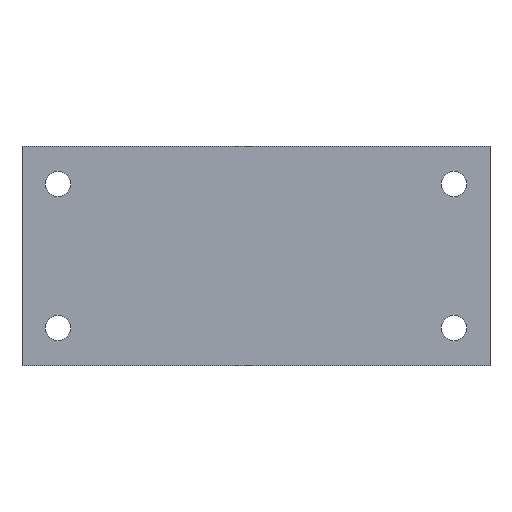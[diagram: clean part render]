
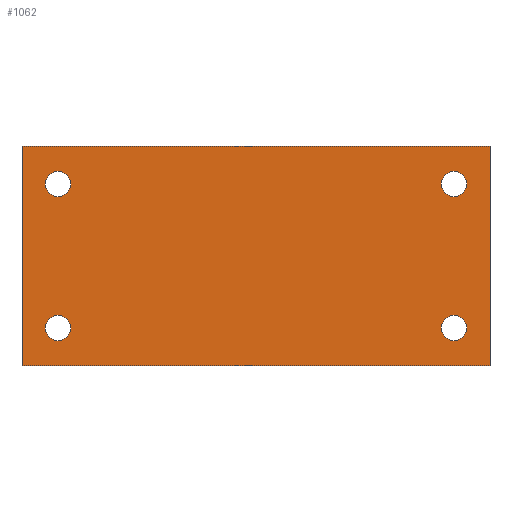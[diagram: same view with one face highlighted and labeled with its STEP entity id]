
A CAD part, front view. The second image highlights one B-rep face of the part: STEP entity #1062.
In plain terms, the highlighted planar face has unit normal (0, -1, 0).
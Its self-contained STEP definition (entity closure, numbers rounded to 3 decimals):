
#9 = FACE_BOUND ( 'NONE', #1110, .T. ) ;
#16 = ORIENTED_EDGE ( 'NONE', *, *, #1030, .T. ) ;
#55 = VECTOR ( 'NONE', #450, 1000. ) ;
#62 = CARTESIAN_POINT ( 'NONE',  ( -25.75, -21.75, 25.25 ) ) ;
#81 = DIRECTION ( 'NONE',  ( -1., 0., 0. ) ) ;
#84 = CARTESIAN_POINT ( 'NONE',  ( 29.25, -21.75, 25.25 ) ) ;
#87 = DIRECTION ( 'NONE',  ( 0., 1., 0. ) ) ;
#105 = DIRECTION ( 'NONE',  ( -1., 0., 0. ) ) ;
#106 = VERTEX_POINT ( 'NONE', #84 ) ;
#117 = EDGE_LOOP ( 'NONE', ( #1001, #944 ) ) ;
#121 = FACE_BOUND ( 'NONE', #117, .T. ) ;
#125 = CARTESIAN_POINT ( 'NONE',  ( 27.5, -21.75, 25.25 ) ) ;
#129 = DIRECTION ( 'NONE',  ( 0., 1., 0. ) ) ;
#135 = AXIS2_PLACEMENT_3D ( 'NONE', #125, #129, #521 ) ;
#156 = LINE ( 'NONE', #1187, #55 ) ;
#157 = CIRCLE ( 'NONE', #627, 1.75 ) ;
#163 = CARTESIAN_POINT ( 'NONE',  ( -21.75, -21.75, 2.5 ) ) ;
#169 = EDGE_CURVE ( 'NONE', #531, #683, #1105, .T. ) ;
#170 = DIRECTION ( 'NONE',  ( 0., 1., 0. ) ) ;
#176 = ORIENTED_EDGE ( 'NONE', *, *, #947, .F. ) ;
#178 = EDGE_CURVE ( 'NONE', #993, #1109, #1007, .T. ) ;
#181 = ORIENTED_EDGE ( 'NONE', *, *, #771, .T. ) ;
#200 = DIRECTION ( 'NONE',  ( -1., 0., 0. ) ) ;
#202 = EDGE_LOOP ( 'NONE', ( #734, #501 ) ) ;
#210 = CIRCLE ( 'NONE', #504, 1.75 ) ;
#217 = VERTEX_POINT ( 'NONE', #594 ) ;
#220 = ORIENTED_EDGE ( 'NONE', *, *, #693, .F. ) ;
#242 = ORIENTED_EDGE ( 'NONE', *, *, #782, .T. ) ;
#243 = ORIENTED_EDGE ( 'NONE', *, *, #1026, .T. ) ;
#257 = VERTEX_POINT ( 'NONE', #437 ) ;
#269 = DIRECTION ( 'NONE',  ( -1., 0., 0. ) ) ;
#270 = AXIS2_PLACEMENT_3D ( 'NONE', #1149, #770, #200 ) ;
#297 = CARTESIAN_POINT ( 'NONE',  ( -27.5, -21.75, 5.25 ) ) ;
#307 = EDGE_CURVE ( 'NONE', #257, #106, #978, .T. ) ;
#325 = FACE_OUTER_BOUND ( 'NONE', #601, .T. ) ;
#341 = VECTOR ( 'NONE', #902, 1000. ) ;
#343 = CARTESIAN_POINT ( 'NONE',  ( -29.25, -21.75, 25.25 ) ) ;
#344 = ORIENTED_EDGE ( 'NONE', *, *, #307, .T. ) ;
#346 = CARTESIAN_POINT ( 'NONE',  ( 32.5, -21.75, -65.048 ) ) ;
#437 = CARTESIAN_POINT ( 'NONE',  ( 25.75, -21.75, 25.25 ) ) ;
#450 = DIRECTION ( 'NONE',  ( 1., 0., 0. ) ) ;
#453 = VERTEX_POINT ( 'NONE', #343 ) ;
#477 = FACE_BOUND ( 'NONE', #202, .T. ) ;
#478 = DIRECTION ( 'NONE',  ( -1., 0., 0. ) ) ;
#483 = DIRECTION ( 'NONE',  ( 0., 1., 0. ) ) ;
#494 = LINE ( 'NONE', #1127, #1199 ) ;
#498 = AXIS2_PLACEMENT_3D ( 'NONE', #745, #170, #269 ) ;
#501 = ORIENTED_EDGE ( 'NONE', *, *, #735, .T. ) ;
#504 = AXIS2_PLACEMENT_3D ( 'NONE', #297, #483, #81 ) ;
#511 = EDGE_CURVE ( 'NONE', #683, #531, #784, .T. ) ;
#521 = DIRECTION ( 'NONE',  ( -1., 0., 0. ) ) ;
#523 = AXIS2_PLACEMENT_3D ( 'NONE', #163, #1024, #660 ) ;
#531 = VERTEX_POINT ( 'NONE', #629 ) ;
#564 = PLANE ( 'NONE',  #523 ) ;
#589 = DIRECTION ( 'NONE',  ( 0., 1., 0. ) ) ;
#591 = VERTEX_POINT ( 'NONE', #933 ) ;
#592 = AXIS2_PLACEMENT_3D ( 'NONE', #716, #1010, #624 ) ;
#594 = CARTESIAN_POINT ( 'NONE',  ( 32.5, -21.75, 30.5 ) ) ;
#600 = AXIS2_PLACEMENT_3D ( 'NONE', #1020, #758, #1202 ) ;
#601 = EDGE_LOOP ( 'NONE', ( #242, #813, #176, #220 ) ) ;
#606 = DIRECTION ( 'NONE',  ( 1., 0., 0. ) ) ;
#610 = LINE ( 'NONE', #766, #775 ) ;
#612 = AXIS2_PLACEMENT_3D ( 'NONE', #1055, #589, #105 ) ;
#624 = DIRECTION ( 'NONE',  ( -1., 0., 0. ) ) ;
#627 = AXIS2_PLACEMENT_3D ( 'NONE', #1040, #87, #478 ) ;
#629 = CARTESIAN_POINT ( 'NONE',  ( 29.25, -21.75, 5.25 ) ) ;
#653 = CARTESIAN_POINT ( 'NONE',  ( -25.75, -21.75, 5.25 ) ) ;
#654 = LINE ( 'NONE', #346, #341 ) ;
#660 = DIRECTION ( 'NONE',  ( 0., 0., 1. ) ) ;
#683 = VERTEX_POINT ( 'NONE', #1194 ) ;
#693 = EDGE_CURVE ( 'NONE', #1154, #591, #610, .T. ) ;
#715 = VERTEX_POINT ( 'NONE', #760 ) ;
#716 = CARTESIAN_POINT ( 'NONE',  ( 27.5, -21.75, 5.25 ) ) ;
#729 = CIRCLE ( 'NONE', #498, 1.75 ) ;
#734 = ORIENTED_EDGE ( 'NONE', *, *, #178, .T. ) ;
#735 = EDGE_CURVE ( 'NONE', #1109, #993, #210, .T. ) ;
#745 = CARTESIAN_POINT ( 'NONE',  ( -27.5, -21.75, 25.25 ) ) ;
#758 = DIRECTION ( 'NONE',  ( 0., 1., 0. ) ) ;
#760 = CARTESIAN_POINT ( 'NONE',  ( 32.5, -21.75, 0. ) ) ;
#766 = CARTESIAN_POINT ( 'NONE',  ( -32.5, -21.75, -65.048 ) ) ;
#770 = DIRECTION ( 'NONE',  ( 0., 1., 0. ) ) ;
#771 = EDGE_CURVE ( 'NONE', #1014, #453, #157, .T. ) ;
#775 = VECTOR ( 'NONE', #959, 1000. ) ;
#782 = EDGE_CURVE ( 'NONE', #1154, #715, #494, .T. ) ;
#784 = CIRCLE ( 'NONE', #592, 1.75 ) ;
#813 = ORIENTED_EDGE ( 'NONE', *, *, #929, .T. ) ;
#902 = DIRECTION ( 'NONE',  ( 0., 0., 1. ) ) ;
#917 = CARTESIAN_POINT ( 'NONE',  ( -29.25, -21.75, 5.25 ) ) ;
#929 = EDGE_CURVE ( 'NONE', #715, #217, #654, .T. ) ;
#933 = CARTESIAN_POINT ( 'NONE',  ( -32.5, -21.75, 30.5 ) ) ;
#942 = CIRCLE ( 'NONE', #600, 1.75 ) ;
#944 = ORIENTED_EDGE ( 'NONE', *, *, #169, .T. ) ;
#947 = EDGE_CURVE ( 'NONE', #591, #217, #156, .T. ) ;
#956 = EDGE_LOOP ( 'NONE', ( #16, #181 ) ) ;
#959 = DIRECTION ( 'NONE',  ( 0., 0., 1. ) ) ;
#978 = CIRCLE ( 'NONE', #135, 1.75 ) ;
#993 = VERTEX_POINT ( 'NONE', #917 ) ;
#1001 = ORIENTED_EDGE ( 'NONE', *, *, #511, .T. ) ;
#1007 = CIRCLE ( 'NONE', #612, 1.75 ) ;
#1010 = DIRECTION ( 'NONE',  ( 0., 1., 0. ) ) ;
#1014 = VERTEX_POINT ( 'NONE', #62 ) ;
#1020 = CARTESIAN_POINT ( 'NONE',  ( 27.5, -21.75, 25.25 ) ) ;
#1024 = DIRECTION ( 'NONE',  ( 0., 1., 0. ) ) ;
#1026 = EDGE_CURVE ( 'NONE', #106, #257, #942, .T. ) ;
#1030 = EDGE_CURVE ( 'NONE', #453, #1014, #729, .T. ) ;
#1040 = CARTESIAN_POINT ( 'NONE',  ( -27.5, -21.75, 25.25 ) ) ;
#1055 = CARTESIAN_POINT ( 'NONE',  ( -27.5, -21.75, 5.25 ) ) ;
#1062 = ADVANCED_FACE ( 'NONE', ( #121, #477, #1098, #9, #325 ), #564, .F. ) ;
#1098 = FACE_BOUND ( 'NONE', #956, .T. ) ;
#1105 = CIRCLE ( 'NONE', #270, 1.75 ) ;
#1109 = VERTEX_POINT ( 'NONE', #653 ) ;
#1110 = EDGE_LOOP ( 'NONE', ( #344, #243 ) ) ;
#1127 = CARTESIAN_POINT ( 'NONE',  ( -21.75, -21.75, 0. ) ) ;
#1149 = CARTESIAN_POINT ( 'NONE',  ( 27.5, -21.75, 5.25 ) ) ;
#1154 = VERTEX_POINT ( 'NONE', #1215 ) ;
#1187 = CARTESIAN_POINT ( 'NONE',  ( -32.5, -21.75, 30.5 ) ) ;
#1194 = CARTESIAN_POINT ( 'NONE',  ( 25.75, -21.75, 5.25 ) ) ;
#1199 = VECTOR ( 'NONE', #606, 1000. ) ;
#1202 = DIRECTION ( 'NONE',  ( -1., 0., 0. ) ) ;
#1215 = CARTESIAN_POINT ( 'NONE',  ( -32.5, -21.75, 0. ) ) ;
